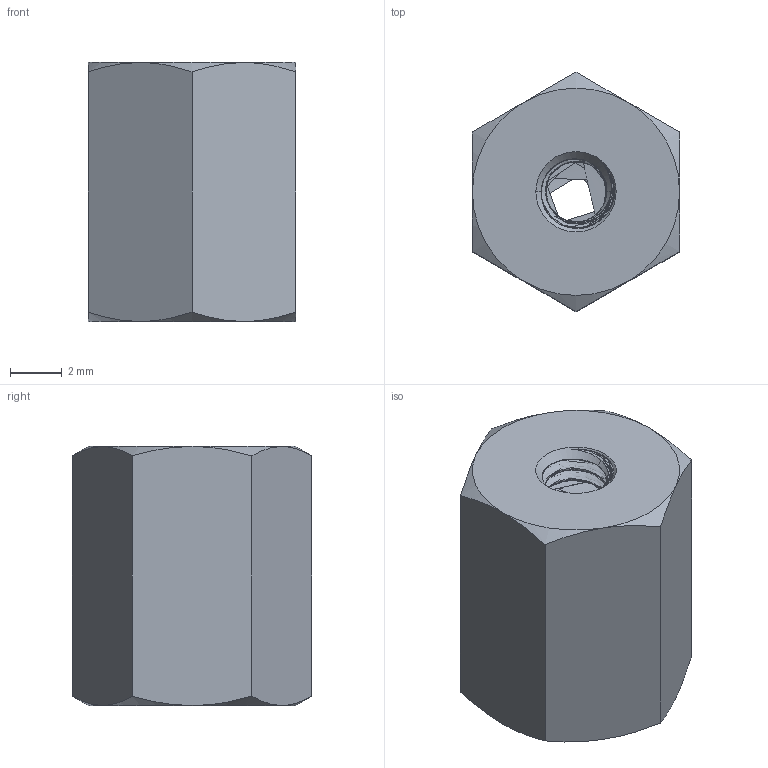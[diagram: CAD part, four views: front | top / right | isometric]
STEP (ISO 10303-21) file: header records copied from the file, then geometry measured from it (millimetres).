
FILE_DESCRIPTION (( 'STEP AP214' ), '1' );
FILE_NAME ('Nylon spacer.STEP', '2015-10-19T09:20:28', ( '' ), ( '' ), 'SwSTEP 2.0', 'SolidWorks 2015', '' );
FILE_SCHEMA (( 'AUTOMOTIVE_DESIGN' ));
Length unit declared in the file: millimetre
Products named in the file (1): Nylon spacer
Bounding box: 8 x 9.24 x 10 mm (x, y, z)
Volume: 496 mm3; surface area: 514 mm2
Topology: 1 solids, 1 shells, 70 faces, 192 edges, 124 vertices
Faces by surface type: cylinder 41, cone 18, plane 8, bspline 3
Entity records: 4719 total; most frequent: CARTESIAN_POINT 3230, ORIENTED_EDGE 384, DIRECTION 224, EDGE_CURVE 192, VERTEX_POINT 124, AXIS2_PLACEMENT_3D 86, EDGE_LOOP 72, ADVANCED_FACE 70
